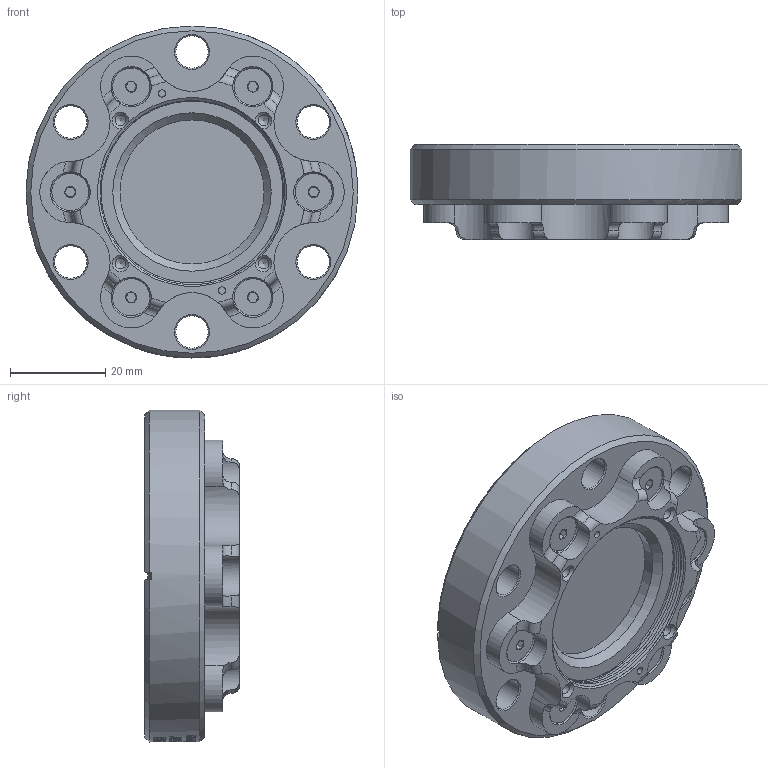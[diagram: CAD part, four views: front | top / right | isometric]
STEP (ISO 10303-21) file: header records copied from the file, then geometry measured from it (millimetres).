
FILE_DESCRIPTION (( 'STEP AP203' ), '1' );
FILE_NAME ('TTN217608-E0W.STEP', '2020-11-30T19:50:06', ( '' ), ( '' ), 'SwSTEP 2.0', 'SolidWorks 2018', '' );
FILE_SCHEMA (( 'CONFIG_CONTROL_DESIGN' ));
Length unit declared in the file: millimetre
Products named in the file (1): TTN217608-E0W
Bounding box: 69.59 x 19.91 x 69.6 mm (x, y, z)
Volume: 43677.9 mm3; surface area: 23962 mm2
Topology: 11 solids, 11 shells, 353 faces, 1099 edges, 801 vertices
Faces by surface type: cone 106, cylinder 103, plane 90, torus 33, bspline 21
Full cylindrical faces by diameter (mm): 1.524 x2, 2.261 x4, 2.705 x6, 3.797 x6, 6.8 x6, 7.798 x6, 8.407 x6, 30.2 x2, 31.4 x2, 37.5 x1, 38.1 x1, 38.36 x1, 39.37 x1, 69.596 x1
Entity records: 27049 total; most frequent: CARTESIAN_POINT 18338, ORIENTED_EDGE 1870, DIRECTION 1564, EDGE_CURVE 935, VERTEX_POINT 751, AXIS2_PLACEMENT_3D 689, EDGE_LOOP 518, FACE_OUTER_BOUND 396
